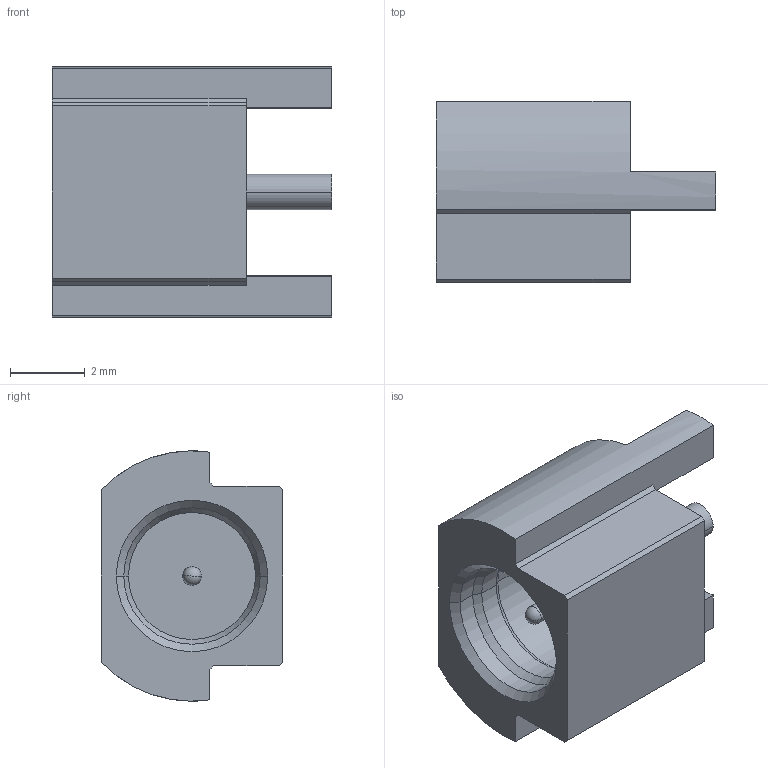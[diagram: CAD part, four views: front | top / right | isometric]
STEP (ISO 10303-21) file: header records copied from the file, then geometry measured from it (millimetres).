
FILE_DESCRIPTION((''),'2;1');
FILE_NAME('920-507J-52P_SW0001','2020-05-12T15:37:14',('Madhan'),(''),'CREO PARAMETRIC BY PTC INC, 2019444','CREO PARAMETRIC BY PTC INC, 2019444','');
FILE_SCHEMA(('CONFIG_CONTROL_DESIGN'));
Length unit declared in the file: millimetre
Products named in the file (1): 920-507J-52P_SW0001
Bounding box: 7.48 x 4.86 x 6.7 mm (x, y, z)
Volume: 119 mm3; surface area: 225.7 mm2
Topology: 1 solids, 1 shells, 43 faces, 102 edges, 63 vertices
Faces by surface type: plane 17, cylinder 16, cone 8, sphere 2
Entity records: 1266 total; most frequent: DIRECTION 228, CARTESIAN_POINT 206, ORIENTED_EDGE 200, EDGE_CURVE 100, AXIS2_PLACEMENT_3D 85, VERTEX_POINT 63, VECTOR 58, LINE 58
